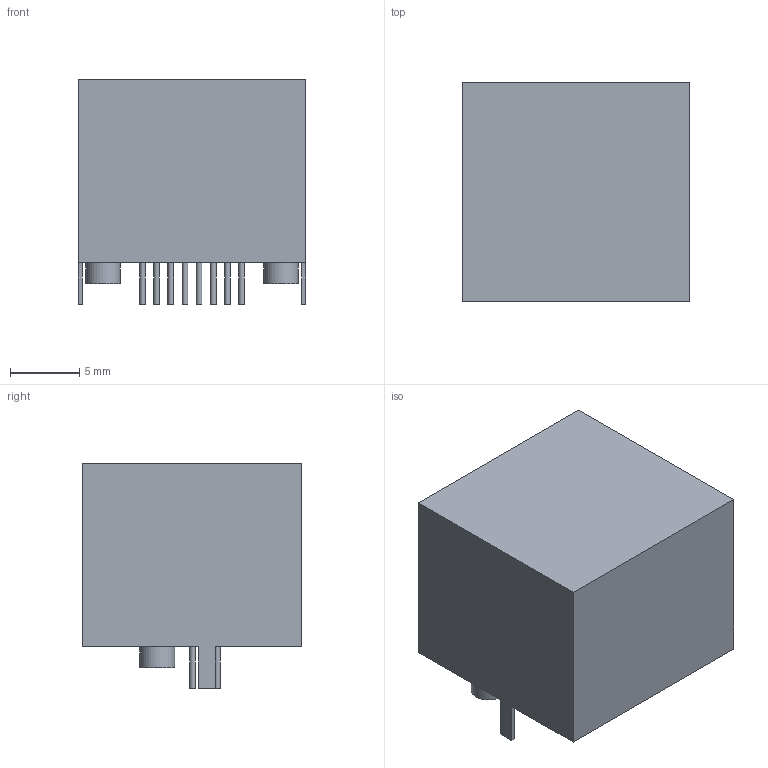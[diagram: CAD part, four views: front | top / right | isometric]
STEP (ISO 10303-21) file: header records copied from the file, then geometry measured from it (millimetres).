
FILE_DESCRIPTION(('FreeCAD Model'),'2;1');
FILE_NAME('Open CASCADE Shape Model','2025-08-10T14:44:49',(''),(''), 'Open CASCADE STEP processor 7.8','FreeCAD','Unknown');
FILE_SCHEMA(('AUTOMOTIVE_DESIGN { 1 0 10303 214 1 1 1 1 }'));
Length unit declared in the file: millimetre
Products named in the file (1): pins
Bounding box: 16.4 x 15.8 x 16.2 mm (x, y, z)
Volume: 3440.3 mm3; surface area: 1440 mm2
Topology: 1 solids, 1 shells, 34 faces, 66 edges, 44 vertices
Faces by surface type: plane 24, cylinder 10
Full cylindrical faces by diameter (mm): 0.4 x8, 2.5 x2
Entity records: 892 total; most frequent: DIRECTION 156, CARTESIAN_POINT 145, ORIENTED_EDGE 132, EDGE_CURVE 66, AXIS2_PLACEMENT_3D 55, LINE 46, VECTOR 46, FACE_BOUND 44
